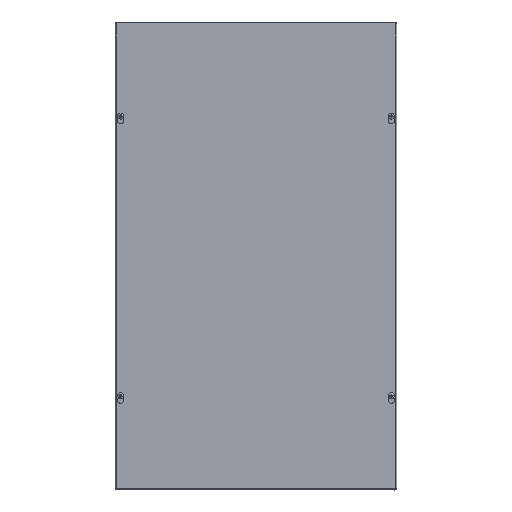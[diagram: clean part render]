
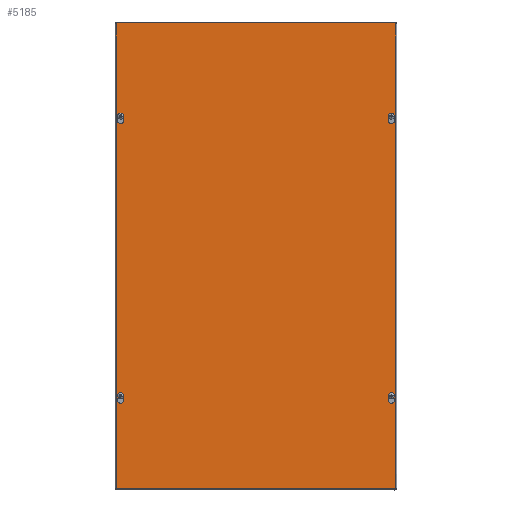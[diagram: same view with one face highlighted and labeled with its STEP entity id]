
A CAD part, top view. The second image highlights one B-rep face of the part: STEP entity #5185.
In plain terms, the highlighted planar face has unit normal (0, 0, 1).
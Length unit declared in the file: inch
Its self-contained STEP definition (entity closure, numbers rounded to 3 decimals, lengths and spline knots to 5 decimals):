
#268=FACE_BOUND('',#1703,.T.);
#269=FACE_BOUND('',#1704,.T.);
#270=FACE_BOUND('',#1705,.T.);
#271=FACE_BOUND('',#1706,.T.);
#598=LINE('',#9604,#979);
#602=LINE('',#9614,#983);
#605=LINE('',#9622,#986);
#609=LINE('',#9634,#990);
#614=LINE('',#9652,#995);
#618=LINE('',#9662,#999);
#621=LINE('',#9670,#1002);
#625=LINE('',#9682,#1006);
#627=LINE('',#9690,#1008);
#631=LINE('',#9698,#1012);
#634=LINE('',#9704,#1015);
#637=LINE('',#9709,#1018);
#979=VECTOR('',#6893,0.3937);
#983=VECTOR('',#6905,0.3937);
#986=VECTOR('',#6910,0.3937);
#990=VECTOR('',#6922,0.3937);
#995=VECTOR('',#6941,0.3937);
#999=VECTOR('',#6953,0.3937);
#1002=VECTOR('',#6958,0.3937);
#1006=VECTOR('',#6970,0.3937);
#1008=VECTOR('',#6980,0.3937);
#1012=VECTOR('',#6986,0.3937);
#1015=VECTOR('',#6991,0.3937);
#1018=VECTOR('',#6996,0.3937);
#1390=FACE_OUTER_BOUND('',#1702,.T.);
#1702=EDGE_LOOP('',(#4389,#4390,#4391,#4392));
#1703=EDGE_LOOP('',(#4393,#4394,#4395,#4396));
#1704=EDGE_LOOP('',(#4397,#4398,#4399,#4400));
#1705=EDGE_LOOP('',(#4401,#4402,#4403,#4404));
#1706=EDGE_LOOP('',(#4405,#4406,#4407,#4408));
#1922=CIRCLE('',#5708,0.203);
#1924=CIRCLE('',#5712,0.125);
#1926=CIRCLE('',#5717,0.125);
#1928=CIRCLE('',#5721,0.203);
#1930=CIRCLE('',#5724,0.203);
#1932=CIRCLE('',#5728,0.125);
#1934=CIRCLE('',#5733,0.125);
#1936=CIRCLE('',#5737,0.203);
#2343=VERTEX_POINT('',#9595);
#2344=VERTEX_POINT('',#9597);
#2346=VERTEX_POINT('',#9603);
#2348=VERTEX_POINT('',#9609);
#2351=VERTEX_POINT('',#9619);
#2352=VERTEX_POINT('',#9621);
#2354=VERTEX_POINT('',#9627);
#2356=VERTEX_POINT('',#9633);
#2359=VERTEX_POINT('',#9643);
#2360=VERTEX_POINT('',#9645);
#2362=VERTEX_POINT('',#9651);
#2364=VERTEX_POINT('',#9657);
#2367=VERTEX_POINT('',#9667);
#2368=VERTEX_POINT('',#9669);
#2370=VERTEX_POINT('',#9675);
#2372=VERTEX_POINT('',#9681);
#2373=VERTEX_POINT('',#9688);
#2374=VERTEX_POINT('',#9689);
#2377=VERTEX_POINT('',#9697);
#2379=VERTEX_POINT('',#9703);
#3015=EDGE_CURVE('',#2344,#2343,#1922,.T.);
#3018=EDGE_CURVE('',#2346,#2344,#598,.T.);
#3021=EDGE_CURVE('',#2348,#2346,#1924,.T.);
#3024=EDGE_CURVE('',#2343,#2348,#602,.T.);
#3027=EDGE_CURVE('',#2352,#2351,#605,.T.);
#3030=EDGE_CURVE('',#2354,#2352,#1926,.T.);
#3033=EDGE_CURVE('',#2356,#2354,#609,.T.);
#3036=EDGE_CURVE('',#2351,#2356,#1928,.T.);
#3039=EDGE_CURVE('',#2360,#2359,#1930,.T.);
#3042=EDGE_CURVE('',#2362,#2360,#614,.T.);
#3045=EDGE_CURVE('',#2364,#2362,#1932,.T.);
#3048=EDGE_CURVE('',#2359,#2364,#618,.T.);
#3051=EDGE_CURVE('',#2368,#2367,#621,.T.);
#3054=EDGE_CURVE('',#2370,#2368,#1934,.T.);
#3057=EDGE_CURVE('',#2372,#2370,#625,.T.);
#3060=EDGE_CURVE('',#2367,#2372,#1936,.T.);
#3061=EDGE_CURVE('',#2373,#2374,#627,.T.);
#3065=EDGE_CURVE('',#2374,#2377,#631,.T.);
#3068=EDGE_CURVE('',#2377,#2379,#634,.T.);
#3071=EDGE_CURVE('',#2379,#2373,#637,.T.);
#4389=ORIENTED_EDGE('',*,*,#3061,.F.);
#4390=ORIENTED_EDGE('',*,*,#3071,.F.);
#4391=ORIENTED_EDGE('',*,*,#3068,.F.);
#4392=ORIENTED_EDGE('',*,*,#3065,.F.);
#4393=ORIENTED_EDGE('',*,*,#3015,.T.);
#4394=ORIENTED_EDGE('',*,*,#3024,.T.);
#4395=ORIENTED_EDGE('',*,*,#3021,.T.);
#4396=ORIENTED_EDGE('',*,*,#3018,.T.);
#4397=ORIENTED_EDGE('',*,*,#3027,.T.);
#4398=ORIENTED_EDGE('',*,*,#3036,.T.);
#4399=ORIENTED_EDGE('',*,*,#3033,.T.);
#4400=ORIENTED_EDGE('',*,*,#3030,.T.);
#4401=ORIENTED_EDGE('',*,*,#3039,.T.);
#4402=ORIENTED_EDGE('',*,*,#3048,.T.);
#4403=ORIENTED_EDGE('',*,*,#3045,.T.);
#4404=ORIENTED_EDGE('',*,*,#3042,.T.);
#4405=ORIENTED_EDGE('',*,*,#3051,.T.);
#4406=ORIENTED_EDGE('',*,*,#3060,.T.);
#4407=ORIENTED_EDGE('',*,*,#3057,.T.);
#4408=ORIENTED_EDGE('',*,*,#3054,.T.);
#4669=PLANE('',#5742);
#5185=ADVANCED_FACE('',(#1390,#268,#269,#270,#271),#4669,.T.);
#5708=AXIS2_PLACEMENT_3D('',#9598,#6887,#6888);
#5712=AXIS2_PLACEMENT_3D('',#9610,#6899,#6900);
#5717=AXIS2_PLACEMENT_3D('',#9628,#6916,#6917);
#5721=AXIS2_PLACEMENT_3D('',#9638,#6928,#6929);
#5724=AXIS2_PLACEMENT_3D('',#9646,#6935,#6936);
#5728=AXIS2_PLACEMENT_3D('',#9658,#6947,#6948);
#5733=AXIS2_PLACEMENT_3D('',#9676,#6964,#6965);
#5737=AXIS2_PLACEMENT_3D('',#9686,#6976,#6977);
#5742=AXIS2_PLACEMENT_3D('',#9711,#6998,#6999);
#6887=DIRECTION('center_axis',(0.,0.,-1.));
#6888=DIRECTION('ref_axis',(-0.961,0.278,0.));
#6893=DIRECTION('',(0.278,-0.961,0.));
#6899=DIRECTION('center_axis',(0.,0.,-1.));
#6900=DIRECTION('ref_axis',(0.961,0.278,0.));
#6905=DIRECTION('',(0.278,0.961,0.));
#6910=DIRECTION('',(0.278,-0.961,0.));
#6916=DIRECTION('center_axis',(0.,0.,-1.));
#6917=DIRECTION('ref_axis',(0.961,0.278,0.));
#6922=DIRECTION('',(0.278,0.961,0.));
#6928=DIRECTION('center_axis',(0.,0.,-1.));
#6929=DIRECTION('ref_axis',(-0.961,0.278,0.));
#6935=DIRECTION('center_axis',(0.,0.,-1.));
#6936=DIRECTION('ref_axis',(-0.961,0.278,0.));
#6941=DIRECTION('',(0.278,-0.961,0.));
#6947=DIRECTION('center_axis',(0.,0.,-1.));
#6948=DIRECTION('ref_axis',(0.961,0.278,0.));
#6953=DIRECTION('',(0.278,0.961,0.));
#6958=DIRECTION('',(0.278,-0.961,0.));
#6964=DIRECTION('center_axis',(0.,0.,-1.));
#6965=DIRECTION('ref_axis',(0.961,0.278,0.));
#6970=DIRECTION('',(0.278,0.961,0.));
#6976=DIRECTION('center_axis',(0.,0.,-1.));
#6977=DIRECTION('ref_axis',(-0.961,0.278,0.));
#6980=DIRECTION('',(0.,-1.,0.));
#6986=DIRECTION('',(-1.,0.,0.));
#6991=DIRECTION('',(0.,1.,0.));
#6996=DIRECTION('',(1.,0.,0.));
#6998=DIRECTION('center_axis',(0.,0.,1.));
#6999=DIRECTION('ref_axis',(1.,0.,0.));
#9595=CARTESIAN_POINT('',(8.52373,-9.22465,0.059));
#9597=CARTESIAN_POINT('',(8.91377,-9.22465,0.059));
#9598=CARTESIAN_POINT('Origin',(8.71875,-9.281,0.059));
#9603=CARTESIAN_POINT('',(8.83884,-8.9653,0.059));
#9604=CARTESIAN_POINT('',(7.34039,-3.77918,0.059));
#9609=CARTESIAN_POINT('',(8.59866,-8.9653,0.059));
#9610=CARTESIAN_POINT('Origin',(8.71875,-9.,0.059));
#9614=CARTESIAN_POINT('',(9.46279,-5.97455,0.059));
#9619=CARTESIAN_POINT('',(-8.52373,-9.22465,0.059));
#9621=CARTESIAN_POINT('',(-8.59866,-8.9653,0.059));
#9622=CARTESIAN_POINT('',(-9.42533,-6.10423,0.059));
#9627=CARTESIAN_POINT('',(-8.83884,-8.9653,0.059));
#9628=CARTESIAN_POINT('Origin',(-8.71875,-9.,0.059));
#9633=CARTESIAN_POINT('',(-8.91377,-9.22465,0.059));
#9634=CARTESIAN_POINT('',(-7.30292,-3.64951,0.059));
#9638=CARTESIAN_POINT('Origin',(-8.71875,-9.281,0.059));
#9643=CARTESIAN_POINT('',(8.52373,8.77535,0.059));
#9645=CARTESIAN_POINT('',(8.91377,8.77535,0.059));
#9646=CARTESIAN_POINT('Origin',(8.71875,8.719,0.059));
#9651=CARTESIAN_POINT('',(8.83884,9.0347,0.059));
#9652=CARTESIAN_POINT('',(9.74044,5.91427,0.059));
#9657=CARTESIAN_POINT('',(8.59866,9.0347,0.059));
#9658=CARTESIAN_POINT('Origin',(8.71875,9.,0.059));
#9662=CARTESIAN_POINT('',(7.06275,3.7189,0.059));
#9667=CARTESIAN_POINT('',(-8.52373,8.77535,0.059));
#9669=CARTESIAN_POINT('',(-8.59866,9.0347,0.059));
#9670=CARTESIAN_POINT('',(-7.02528,3.58923,0.059));
#9675=CARTESIAN_POINT('',(-8.83884,9.0347,0.059));
#9676=CARTESIAN_POINT('Origin',(-8.71875,9.,0.059));
#9681=CARTESIAN_POINT('',(-8.91377,8.77535,0.059));
#9682=CARTESIAN_POINT('',(-9.70297,6.04395,0.059));
#9686=CARTESIAN_POINT('Origin',(-8.71875,8.719,0.059));
#9688=CARTESIAN_POINT('',(9.,15.,0.059));
#9689=CARTESIAN_POINT('',(9.,-15.,0.059));
#9690=CARTESIAN_POINT('',(9.,15.,0.059));
#9697=CARTESIAN_POINT('',(-9.,-15.,0.059));
#9698=CARTESIAN_POINT('',(9.,-15.,0.059));
#9703=CARTESIAN_POINT('',(-9.,15.,0.059));
#9704=CARTESIAN_POINT('',(-9.,-15.,0.059));
#9709=CARTESIAN_POINT('',(-9.,15.,0.059));
#9711=CARTESIAN_POINT('Origin',(0.,0.,0.059));
